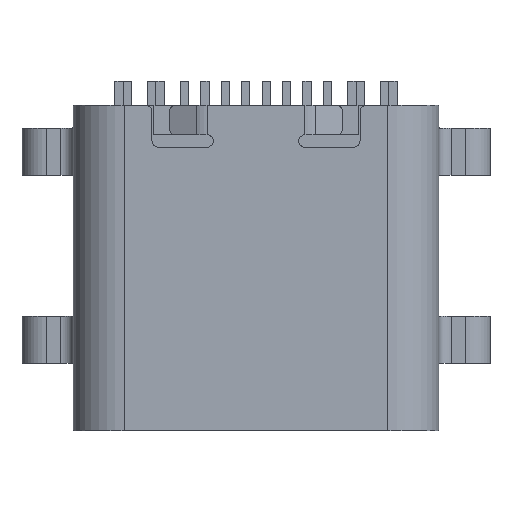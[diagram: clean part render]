
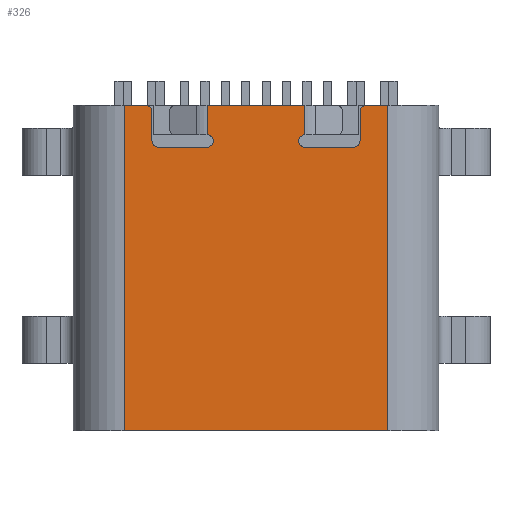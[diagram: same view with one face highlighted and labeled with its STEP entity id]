
A CAD part, top view. The second image highlights one B-rep face of the part: STEP entity #326.
In plain terms, the highlighted planar face has unit normal (0, 0, 1).
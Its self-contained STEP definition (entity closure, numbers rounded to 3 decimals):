
#88=CARTESIAN_POINT('',(2.59,1.006,2.06));
#89=VERTEX_POINT('',#88);
#107=CARTESIAN_POINT('',(2.546,0.9,2.06));
#108=VERTEX_POINT('',#107);
#115=CARTESIAN_POINT('',(2.696,0.9,2.06));
#116=DIRECTION('',(-0.,-0.,-1.));
#117=DIRECTION('',(1.,0.,-0.));
#118=AXIS2_PLACEMENT_3D('',#115,#116,#117);
#119=CIRCLE('',#118,0.15);
#120=EDGE_CURVE('',#108,#89,#119,.T.);
#125=CARTESIAN_POINT('',(-3.224,-6.91,2.06));
#126=DIRECTION('',(0.,0.,1.));
#127=DIRECTION('',(1.,0.,0.));
#128=AXIS2_PLACEMENT_3D('',#125,#126,#127);
#129=PLANE('',#128);
#130=CARTESIAN_POINT('',(2.696,1.05,2.06));
#131=VERTEX_POINT('',#130);
#132=CARTESIAN_POINT('',(2.696,0.9,2.06));
#133=DIRECTION('',(-0.,-0.,-1.));
#134=DIRECTION('',(1.,0.,-0.));
#135=AXIS2_PLACEMENT_3D('',#132,#133,#134);
#136=CIRCLE('',#135,0.15);
#137=EDGE_CURVE('',#89,#131,#136,.T.);
#138=ORIENTED_EDGE('',*,*,#137,.F.);
#139=ORIENTED_EDGE('',*,*,#120,.F.);
#140=CARTESIAN_POINT('',(2.546,0.18,2.06));
#141=VERTEX_POINT('',#140);
#142=CARTESIAN_POINT('',(2.546,0.9,2.06));
#143=DIRECTION('',(-0.,-1.,-0.));
#144=VECTOR('',#143,0.72);
#145=LINE('',#142,#144);
#146=EDGE_CURVE('',#108,#141,#145,.T.);
#147=ORIENTED_EDGE('',*,*,#146,.T.);
#148=CARTESIAN_POINT('',(2.502,0.074,2.06));
#149=VERTEX_POINT('',#148);
#150=CARTESIAN_POINT('',(2.396,0.18,2.06));
#151=DIRECTION('',(-0.,-0.,1.));
#152=DIRECTION('',(-1.,0.,0.));
#153=AXIS2_PLACEMENT_3D('',#150,#151,#152);
#154=CIRCLE('',#153,0.15);
#155=EDGE_CURVE('',#149,#141,#154,.T.);
#156=ORIENTED_EDGE('',*,*,#155,.F.);
#157=CARTESIAN_POINT('',(2.396,0.03,2.06));
#158=VERTEX_POINT('',#157);
#159=CARTESIAN_POINT('',(2.396,0.18,2.06));
#160=DIRECTION('',(-0.,-0.,1.));
#161=DIRECTION('',(-1.,0.,0.));
#162=AXIS2_PLACEMENT_3D('',#159,#160,#161);
#163=CIRCLE('',#162,0.15);
#164=EDGE_CURVE('',#158,#149,#163,.T.);
#165=ORIENTED_EDGE('',*,*,#164,.F.);
#166=CARTESIAN_POINT('',(1.196,0.03,2.06));
#167=VERTEX_POINT('',#166);
#168=CARTESIAN_POINT('',(2.396,0.03,2.06));
#169=DIRECTION('',(-1.,-0.,0.));
#170=VECTOR('',#169,1.2);
#171=LINE('',#168,#170);
#172=EDGE_CURVE('',#158,#167,#171,.T.);
#173=ORIENTED_EDGE('',*,*,#172,.T.);
#174=CARTESIAN_POINT('',(1.09,0.286,2.06));
#175=VERTEX_POINT('',#174);
#176=CARTESIAN_POINT('',(1.196,0.18,2.06));
#177=DIRECTION('',(0.,0.,1.));
#178=DIRECTION('',(1.,0.,-0.));
#179=AXIS2_PLACEMENT_3D('',#176,#177,#178);
#180=CIRCLE('',#179,0.15);
#181=EDGE_CURVE('',#175,#167,#180,.T.);
#182=ORIENTED_EDGE('',*,*,#181,.F.);
#183=CARTESIAN_POINT('',(1.196,0.33,2.06));
#184=VERTEX_POINT('',#183);
#185=CARTESIAN_POINT('',(1.196,0.18,2.06));
#186=DIRECTION('',(0.,0.,1.));
#187=DIRECTION('',(1.,0.,-0.));
#188=AXIS2_PLACEMENT_3D('',#185,#186,#187);
#189=CIRCLE('',#188,0.15);
#190=EDGE_CURVE('',#184,#175,#189,.T.);
#191=ORIENTED_EDGE('',*,*,#190,.F.);
#192=CARTESIAN_POINT('',(1.196,1.05,2.06));
#193=VERTEX_POINT('',#192);
#194=CARTESIAN_POINT('',(1.196,0.33,2.06));
#195=DIRECTION('',(0.,1.,0.));
#196=VECTOR('',#195,0.72);
#197=LINE('',#194,#196);
#198=EDGE_CURVE('',#184,#193,#197,.T.);
#199=ORIENTED_EDGE('',*,*,#198,.T.);
#200=CARTESIAN_POINT('',(-1.196,1.05,2.06));
#201=VERTEX_POINT('',#200);
#202=CARTESIAN_POINT('',(-1.196,1.05,2.06));
#203=DIRECTION('',(1.,0.,-0.));
#204=VECTOR('',#203,2.392);
#205=LINE('',#202,#204);
#206=EDGE_CURVE('',#201,#193,#205,.T.);
#207=ORIENTED_EDGE('',*,*,#206,.F.);
#208=CARTESIAN_POINT('',(-1.196,0.33,2.06));
#209=VERTEX_POINT('',#208);
#210=CARTESIAN_POINT('',(-1.196,1.05,2.06));
#211=DIRECTION('',(-0.,-1.,-0.));
#212=VECTOR('',#211,0.72);
#213=LINE('',#210,#212);
#214=EDGE_CURVE('',#201,#209,#213,.T.);
#215=ORIENTED_EDGE('',*,*,#214,.T.);
#216=CARTESIAN_POINT('',(-1.09,0.074,2.06));
#217=VERTEX_POINT('',#216);
#218=CARTESIAN_POINT('',(-1.196,0.18,2.06));
#219=DIRECTION('',(0.,0.,1.));
#220=DIRECTION('',(1.,0.,-0.));
#221=AXIS2_PLACEMENT_3D('',#218,#219,#220);
#222=CIRCLE('',#221,0.15);
#223=EDGE_CURVE('',#217,#209,#222,.T.);
#224=ORIENTED_EDGE('',*,*,#223,.F.);
#225=CARTESIAN_POINT('',(-1.196,0.03,2.06));
#226=VERTEX_POINT('',#225);
#227=CARTESIAN_POINT('',(-1.196,0.18,2.06));
#228=DIRECTION('',(0.,0.,1.));
#229=DIRECTION('',(1.,0.,-0.));
#230=AXIS2_PLACEMENT_3D('',#227,#228,#229);
#231=CIRCLE('',#230,0.15);
#232=EDGE_CURVE('',#226,#217,#231,.T.);
#233=ORIENTED_EDGE('',*,*,#232,.F.);
#234=CARTESIAN_POINT('',(-2.396,0.03,2.06));
#235=VERTEX_POINT('',#234);
#236=CARTESIAN_POINT('',(-1.196,0.03,2.06));
#237=DIRECTION('',(-1.,-0.,0.));
#238=VECTOR('',#237,1.2);
#239=LINE('',#236,#238);
#240=EDGE_CURVE('',#226,#235,#239,.T.);
#241=ORIENTED_EDGE('',*,*,#240,.T.);
#242=CARTESIAN_POINT('',(-2.502,0.074,2.06));
#243=VERTEX_POINT('',#242);
#244=CARTESIAN_POINT('',(-2.396,0.18,2.06));
#245=DIRECTION('',(-0.,-0.,1.));
#246=DIRECTION('',(-1.,0.,0.));
#247=AXIS2_PLACEMENT_3D('',#244,#245,#246);
#248=CIRCLE('',#247,0.15);
#249=EDGE_CURVE('',#243,#235,#248,.T.);
#250=ORIENTED_EDGE('',*,*,#249,.F.);
#251=CARTESIAN_POINT('',(-2.546,0.18,2.06));
#252=VERTEX_POINT('',#251);
#253=CARTESIAN_POINT('',(-2.396,0.18,2.06));
#254=DIRECTION('',(-0.,-0.,1.));
#255=DIRECTION('',(-1.,0.,0.));
#256=AXIS2_PLACEMENT_3D('',#253,#254,#255);
#257=CIRCLE('',#256,0.15);
#258=EDGE_CURVE('',#252,#243,#257,.T.);
#259=ORIENTED_EDGE('',*,*,#258,.F.);
#260=CARTESIAN_POINT('',(-2.546,0.9,2.06));
#261=VERTEX_POINT('',#260);
#262=CARTESIAN_POINT('',(-2.546,0.18,2.06));
#263=DIRECTION('',(0.,1.,0.));
#264=VECTOR('',#263,0.72);
#265=LINE('',#262,#264);
#266=EDGE_CURVE('',#252,#261,#265,.T.);
#267=ORIENTED_EDGE('',*,*,#266,.T.);
#268=CARTESIAN_POINT('',(-2.59,1.006,2.06));
#269=VERTEX_POINT('',#268);
#270=CARTESIAN_POINT('',(-2.696,0.9,2.06));
#271=DIRECTION('',(0.,0.,-1.));
#272=DIRECTION('',(-1.,0.,0.));
#273=AXIS2_PLACEMENT_3D('',#270,#271,#272);
#274=CIRCLE('',#273,0.15);
#275=EDGE_CURVE('',#269,#261,#274,.T.);
#276=ORIENTED_EDGE('',*,*,#275,.F.);
#277=CARTESIAN_POINT('',(-2.696,1.05,2.06));
#278=VERTEX_POINT('',#277);
#279=CARTESIAN_POINT('',(-2.696,0.9,2.06));
#280=DIRECTION('',(0.,0.,-1.));
#281=DIRECTION('',(-1.,0.,0.));
#282=AXIS2_PLACEMENT_3D('',#279,#280,#281);
#283=CIRCLE('',#282,0.15);
#284=EDGE_CURVE('',#278,#269,#283,.T.);
#285=ORIENTED_EDGE('',*,*,#284,.F.);
#286=CARTESIAN_POINT('',(-3.224,1.05,2.06));
#287=VERTEX_POINT('',#286);
#288=CARTESIAN_POINT('',(-3.224,1.05,2.06));
#289=DIRECTION('',(1.,0.,-0.));
#290=VECTOR('',#289,0.528);
#291=LINE('',#288,#290);
#292=EDGE_CURVE('',#287,#278,#291,.T.);
#293=ORIENTED_EDGE('',*,*,#292,.F.);
#294=CARTESIAN_POINT('',(-3.224,-6.91,2.06));
#295=VERTEX_POINT('',#294);
#296=CARTESIAN_POINT('',(-3.224,-6.91,2.06));
#297=DIRECTION('',(0.,1.,0.));
#298=VECTOR('',#297,7.96);
#299=LINE('',#296,#298);
#300=EDGE_CURVE('',#295,#287,#299,.T.);
#301=ORIENTED_EDGE('',*,*,#300,.F.);
#302=CARTESIAN_POINT('',(3.224,-6.91,2.06));
#303=VERTEX_POINT('',#302);
#304=CARTESIAN_POINT('',(-3.224,-6.91,2.06));
#305=DIRECTION('',(1.,0.,-0.));
#306=VECTOR('',#305,6.447);
#307=LINE('',#304,#306);
#308=EDGE_CURVE('',#295,#303,#307,.T.);
#309=ORIENTED_EDGE('',*,*,#308,.T.);
#310=CARTESIAN_POINT('',(3.224,1.05,2.06));
#311=VERTEX_POINT('',#310);
#312=CARTESIAN_POINT('',(3.224,-6.91,2.06));
#313=DIRECTION('',(0.,1.,0.));
#314=VECTOR('',#313,7.96);
#315=LINE('',#312,#314);
#316=EDGE_CURVE('',#303,#311,#315,.T.);
#317=ORIENTED_EDGE('',*,*,#316,.T.);
#318=CARTESIAN_POINT('',(2.696,1.05,2.06));
#319=DIRECTION('',(1.,0.,-0.));
#320=VECTOR('',#319,0.528);
#321=LINE('',#318,#320);
#322=EDGE_CURVE('',#131,#311,#321,.T.);
#323=ORIENTED_EDGE('',*,*,#322,.F.);
#324=EDGE_LOOP('',(#138,#139,#147,#156,#165,#173,#182,#191,#199,#207,#215,#224,#233,#241,#250,#259,#267,#276,#285,#293,#301,#309,#317,#323));
#325=FACE_BOUND('',#324,.T.);
#326=ADVANCED_FACE('',(#325),#129,.T.);
